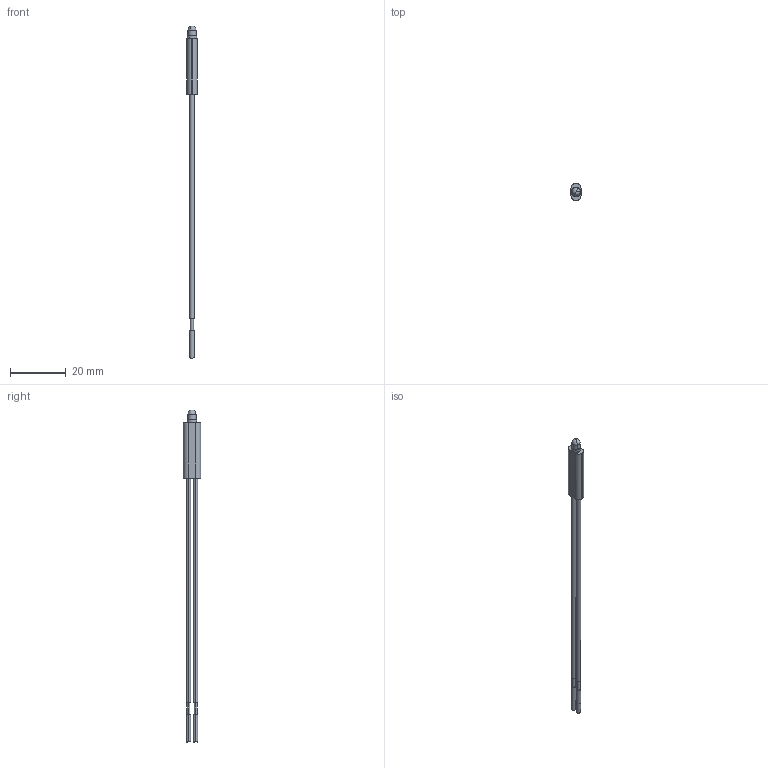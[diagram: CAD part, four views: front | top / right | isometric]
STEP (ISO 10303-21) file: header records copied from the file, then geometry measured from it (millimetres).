
FILE_DESCRIPTION (( 'STEP AP203' ), '1' );
FILE_NAME ('LED.STEP', '2025-06-27T08:36:33', ( '' ), ( '' ), 'SwSTEP 2.0', 'SolidWorks 2022', '' );
FILE_SCHEMA (( 'CONFIG_CONTROL_DESIGN' ));
Length unit declared in the file: millimetre
Products named in the file (1): LED
Bounding box: 3.6 x 6.2 x 119 mm (x, y, z)
Volume: 767.1 mm3; surface area: 1349.7 mm2
Topology: 1 solids, 1 shells, 44 faces, 93 edges, 61 vertices
Faces by surface type: cylinder 26, plane 15, sphere 3
Entity records: 1669 total; most frequent: CARTESIAN_POINT 817, ORIENTED_EDGE 186, DIRECTION 94, EDGE_CURVE 93, B_SPLINE_CURVE_WITH_KNOTS 90, VERTEX_POINT 61, EDGE_LOOP 54, AXIS2_PLACEMENT_3D 46
